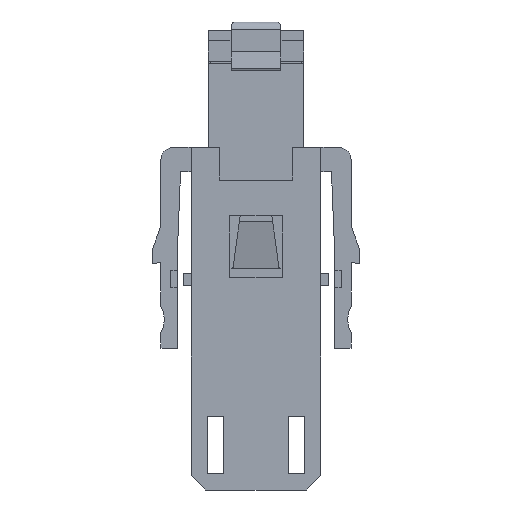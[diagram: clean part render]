
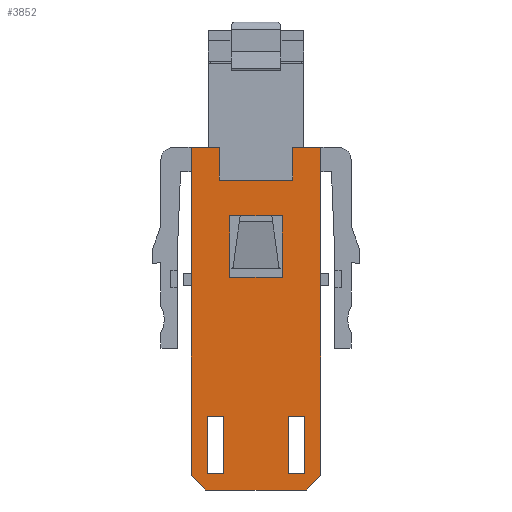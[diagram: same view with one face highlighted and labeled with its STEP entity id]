
A CAD part, left-side view. The second image highlights one B-rep face of the part: STEP entity #3852.
In plain terms, the highlighted planar face has unit normal (-1, 0, 0).
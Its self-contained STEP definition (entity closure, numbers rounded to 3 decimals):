
#3496=FACE_BOUND('',#5415,.T.);
#3497=FACE_BOUND('',#5416,.T.);
#3498=FACE_BOUND('',#5417,.T.);
#3499=FACE_BOUND('',#5418,.T.);
#3852=ADVANCED_FACE('',(#3496,#3497,#3498,#3499),#4429,.T.);
#4429=PLANE('',#15307);
#5415=EDGE_LOOP('',(#6678,#6679,#6680,#6681));
#5416=EDGE_LOOP('',(#6682,#6683,#6684,#6685));
#5417=EDGE_LOOP('',(#6686,#6687,#6688,#6689));
#5418=EDGE_LOOP('',(#6690,#6691,#6692,#6693,#6694,#6695,#6696,#6697,#6698,
#6699));
#6678=ORIENTED_EDGE('',*,*,#10669,.T.);
#6679=ORIENTED_EDGE('',*,*,#10672,.T.);
#6680=ORIENTED_EDGE('',*,*,#10662,.T.);
#6681=ORIENTED_EDGE('',*,*,#10666,.T.);
#6682=ORIENTED_EDGE('',*,*,#10675,.T.);
#6683=ORIENTED_EDGE('',*,*,#10677,.T.);
#6684=ORIENTED_EDGE('',*,*,#10679,.T.);
#6685=ORIENTED_EDGE('',*,*,#10680,.T.);
#6686=ORIENTED_EDGE('',*,*,#10686,.T.);
#6687=ORIENTED_EDGE('',*,*,#10688,.T.);
#6688=ORIENTED_EDGE('',*,*,#10681,.T.);
#6689=ORIENTED_EDGE('',*,*,#10684,.T.);
#6690=ORIENTED_EDGE('',*,*,#10773,.T.);
#6691=ORIENTED_EDGE('',*,*,#10877,.T.);
#6692=ORIENTED_EDGE('',*,*,#10763,.T.);
#6693=ORIENTED_EDGE('',*,*,#10766,.T.);
#6694=ORIENTED_EDGE('',*,*,#10767,.T.);
#6695=ORIENTED_EDGE('',*,*,#10769,.T.);
#6696=ORIENTED_EDGE('',*,*,#10862,.F.);
#6697=ORIENTED_EDGE('',*,*,#10836,.F.);
#6698=ORIENTED_EDGE('',*,*,#10779,.T.);
#6699=ORIENTED_EDGE('',*,*,#10775,.T.);
#9528=VERTEX_POINT('',#19392);
#9529=VERTEX_POINT('',#19394);
#9531=VERTEX_POINT('',#19400);
#9533=VERTEX_POINT('',#19406);
#9535=VERTEX_POINT('',#19415);
#9536=VERTEX_POINT('',#19417);
#9537=VERTEX_POINT('',#19421);
#9538=VERTEX_POINT('',#19425);
#9539=VERTEX_POINT('',#19431);
#9540=VERTEX_POINT('',#19432);
#9541=VERTEX_POINT('',#19437);
#9542=VERTEX_POINT('',#19441);
#9587=VERTEX_POINT('',#19593);
#9588=VERTEX_POINT('',#19595);
#9589=VERTEX_POINT('',#19599);
#9590=VERTEX_POINT('',#19603);
#9591=VERTEX_POINT('',#19607);
#9594=VERTEX_POINT('',#19614);
#9595=VERTEX_POINT('',#19616);
#9596=VERTEX_POINT('',#19620);
#9599=VERTEX_POINT('',#19628);
#9638=VERTEX_POINT('',#19742);
#10662=EDGE_CURVE('',#9529,#9528,#12270,.T.);
#10666=EDGE_CURVE('',#9528,#9531,#12274,.T.);
#10669=EDGE_CURVE('',#9531,#9533,#12277,.T.);
#10672=EDGE_CURVE('',#9533,#9529,#12280,.T.);
#10675=EDGE_CURVE('',#9535,#9536,#12283,.T.);
#10677=EDGE_CURVE('',#9536,#9537,#12285,.T.);
#10679=EDGE_CURVE('',#9537,#9538,#12287,.T.);
#10680=EDGE_CURVE('',#9538,#9535,#12288,.T.);
#10681=EDGE_CURVE('',#9539,#9540,#12289,.T.);
#10684=EDGE_CURVE('',#9540,#9541,#12292,.T.);
#10686=EDGE_CURVE('',#9541,#9542,#12294,.T.);
#10688=EDGE_CURVE('',#9542,#9539,#12296,.T.);
#10763=EDGE_CURVE('',#9588,#9587,#12369,.T.);
#10766=EDGE_CURVE('',#9587,#9589,#12372,.T.);
#10767=EDGE_CURVE('',#9589,#9590,#12373,.T.);
#10769=EDGE_CURVE('',#9590,#9591,#12375,.T.);
#10773=EDGE_CURVE('',#9595,#9594,#12379,.T.);
#10775=EDGE_CURVE('',#9596,#9595,#12381,.T.);
#10779=EDGE_CURVE('',#9599,#9596,#12385,.T.);
#10836=EDGE_CURVE('',#9599,#9638,#12438,.T.);
#10862=EDGE_CURVE('',#9638,#9591,#12460,.T.);
#10877=EDGE_CURVE('',#9594,#9588,#12471,.T.);
#12270=LINE('',#19393,#13533);
#12274=LINE('',#19402,#13537);
#12277=LINE('',#19408,#13540);
#12280=LINE('',#19412,#13543);
#12283=LINE('',#19418,#13546);
#12285=LINE('',#19422,#13548);
#12287=LINE('',#19426,#13550);
#12288=LINE('',#19428,#13551);
#12289=LINE('',#19430,#13552);
#12292=LINE('',#19436,#13555);
#12294=LINE('',#19440,#13557);
#12296=LINE('',#19444,#13559);
#12369=LINE('',#19594,#13632);
#12372=LINE('',#19600,#13635);
#12373=LINE('',#19602,#13636);
#12375=LINE('',#19606,#13638);
#12379=LINE('',#19615,#13642);
#12381=LINE('',#19619,#13644);
#12385=LINE('',#19627,#13648);
#12438=LINE('',#19741,#13701);
#12460=LINE('',#19789,#13723);
#12471=LINE('',#19818,#13734);
#13533=VECTOR('',#16314,1.);
#13537=VECTOR('',#16320,1.);
#13540=VECTOR('',#16325,1.);
#13543=VECTOR('',#16330,1.);
#13546=VECTOR('',#16335,1.);
#13548=VECTOR('',#16339,1.);
#13550=VECTOR('',#16343,1.);
#13551=VECTOR('',#16346,1.);
#13552=VECTOR('',#16349,1.);
#13555=VECTOR('',#16354,1.);
#13557=VECTOR('',#16358,1.);
#13559=VECTOR('',#16362,1.);
#13632=VECTOR('',#16499,1.);
#13635=VECTOR('',#16504,1.);
#13636=VECTOR('',#16507,1.);
#13638=VECTOR('',#16511,1.);
#13642=VECTOR('',#16517,1.);
#13644=VECTOR('',#16521,1.);
#13648=VECTOR('',#16527,1.);
#13701=VECTOR('',#16624,1.);
#13723=VECTOR('',#16662,1.);
#13734=VECTOR('',#16687,1.);
#15307=AXIS2_PLACEMENT_3D('',#19820,#16690,#16691);
#16314=DIRECTION('',(0.,-1.,0.));
#16320=DIRECTION('',(0.,0.,-1.));
#16325=DIRECTION('',(0.,1.,0.));
#16330=DIRECTION('',(0.,0.,1.));
#16335=DIRECTION('',(0.,-1.,0.));
#16339=DIRECTION('',(0.,0.,-1.));
#16343=DIRECTION('',(0.,1.,0.));
#16346=DIRECTION('',(0.,0.,1.));
#16349=DIRECTION('',(0.,1.,0.));
#16354=DIRECTION('',(0.,0.,1.));
#16358=DIRECTION('',(0.,-1.,0.));
#16362=DIRECTION('',(0.,0.,-1.));
#16499=DIRECTION('',(0.,0.,-1.));
#16504=DIRECTION('',(0.,-0.707,-0.707));
#16507=DIRECTION('',(0.,-1.,0.));
#16511=DIRECTION('',(0.,-0.707,0.707));
#16517=DIRECTION('',(0.,0.,1.));
#16521=DIRECTION('',(0.,1.,0.));
#16527=DIRECTION('',(0.,0.,-1.));
#16624=DIRECTION('',(0.,-1.,0.));
#16662=DIRECTION('',(0.,0.,-1.));
#16687=DIRECTION('',(0.,1.,0.));
#16690=DIRECTION('',(-1.,0.,0.));
#16691=DIRECTION('',(0.,1.,0.));
#19392=CARTESIAN_POINT('',(-8.392,-3.2,6.843));
#19393=CARTESIAN_POINT('',(-8.392,3.2,6.843));
#19394=CARTESIAN_POINT('',(-8.392,3.2,6.843));
#19400=CARTESIAN_POINT('',(-8.392,-3.2,-0.657));
#19402=CARTESIAN_POINT('',(-8.392,-3.2,6.843));
#19406=CARTESIAN_POINT('',(-8.392,3.2,-0.657));
#19408=CARTESIAN_POINT('',(-8.392,-3.2,-0.657));
#19412=CARTESIAN_POINT('',(-8.392,3.2,-0.657));
#19415=CARTESIAN_POINT('',(-8.392,5.95,-17.757));
#19417=CARTESIAN_POINT('',(-8.392,3.95,-17.757));
#19418=CARTESIAN_POINT('',(-8.392,5.95,-17.757));
#19421=CARTESIAN_POINT('',(-8.392,3.95,-24.757));
#19422=CARTESIAN_POINT('',(-8.392,3.95,-17.757));
#19425=CARTESIAN_POINT('',(-8.392,5.95,-24.757));
#19426=CARTESIAN_POINT('',(-8.392,3.95,-24.757));
#19428=CARTESIAN_POINT('',(-8.392,5.95,-24.757));
#19430=CARTESIAN_POINT('',(-8.392,-5.95,-24.757));
#19431=CARTESIAN_POINT('',(-8.392,-5.95,-24.757));
#19432=CARTESIAN_POINT('',(-8.392,-3.95,-24.757));
#19436=CARTESIAN_POINT('',(-8.392,-3.95,-24.757));
#19437=CARTESIAN_POINT('',(-8.392,-3.95,-17.757));
#19440=CARTESIAN_POINT('',(-8.392,-3.95,-17.757));
#19441=CARTESIAN_POINT('',(-8.392,-5.95,-17.757));
#19444=CARTESIAN_POINT('',(-8.392,-5.95,-17.757));
#19593=CARTESIAN_POINT('',(-8.392,7.95,-24.957));
#19594=CARTESIAN_POINT('',(-8.392,7.95,14.443));
#19595=CARTESIAN_POINT('',(-8.392,7.95,15.243));
#19599=CARTESIAN_POINT('',(-8.392,6.15,-26.757));
#19600=CARTESIAN_POINT('',(-8.392,7.95,-24.957));
#19602=CARTESIAN_POINT('',(-8.392,6.15,-26.757));
#19603=CARTESIAN_POINT('',(-8.392,-6.15,-26.757));
#19606=CARTESIAN_POINT('',(-8.392,-6.15,-26.757));
#19607=CARTESIAN_POINT('',(-8.392,-7.95,-24.957));
#19614=CARTESIAN_POINT('',(-8.392,4.5,15.243));
#19615=CARTESIAN_POINT('',(-8.392,4.5,11.243));
#19616=CARTESIAN_POINT('',(-8.392,4.5,11.243));
#19619=CARTESIAN_POINT('',(-8.392,-4.5,11.243));
#19620=CARTESIAN_POINT('',(-8.392,-4.5,11.243));
#19627=CARTESIAN_POINT('',(-8.392,-4.5,14.443));
#19628=CARTESIAN_POINT('',(-8.392,-4.5,15.243));
#19741=CARTESIAN_POINT('',(-8.392,-8.588,15.243));
#19742=CARTESIAN_POINT('',(-8.392,-7.95,15.243));
#19789=CARTESIAN_POINT('',(-8.392,-7.95,14.443));
#19818=CARTESIAN_POINT('',(-8.392,4.72,15.243));
#19820=CARTESIAN_POINT('',(-8.392,-8.588,15.643));
